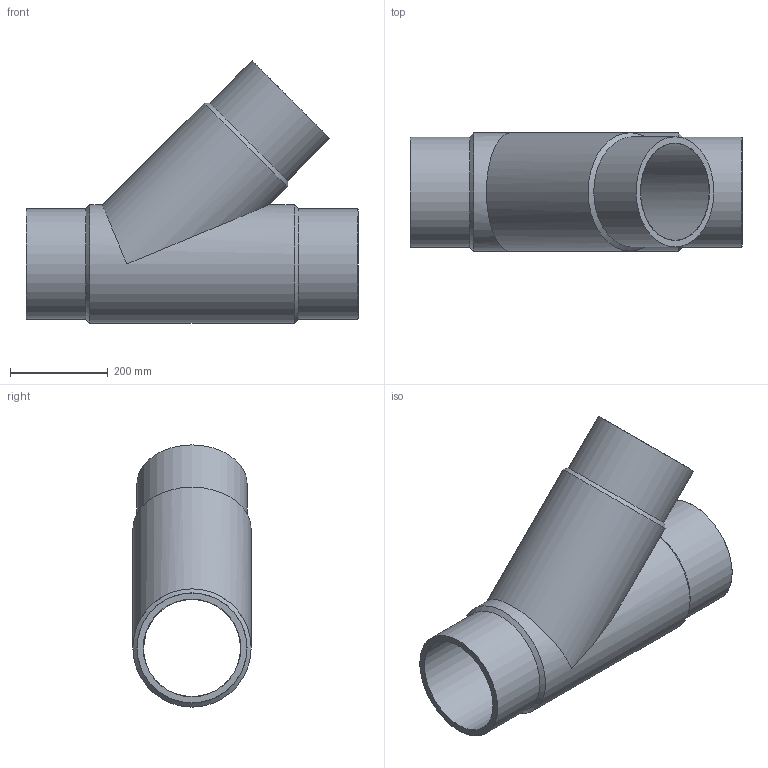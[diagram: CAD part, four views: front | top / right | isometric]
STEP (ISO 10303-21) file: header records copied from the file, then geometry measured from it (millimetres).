
FILE_DESCRIPTION(/* description */ ('STEP AP203'),/* implementation_level */ '2;1');
FILE_NAME(/* name */ '11036022517(architecture400)',/* time_stamp */ '2022-06-30T14:12:22+02:00',/* author */ ('License CC BY-ND 4.0'),/* organization */ ('CADENAS'),/* preprocessor_version */ 'ST-DEVELOPER v18.102',/* originating_system */ 'PARTsolutions',/* authorisation */ ' ');
FILE_SCHEMA (('CONFIG_CONTROL_DESIGN'));
Length unit declared in the file: millimetre
Products named in the file (1): 11036022517(architecture400)
Bounding box: 678 x 241.42 x 535.43 mm (x, y, z)
Volume: 11951014.4 mm3; surface area: 1329047.5 mm2
Topology: 1 solids, 1 shells, 18 faces, 38 edges, 23 vertices
Faces by surface type: cylinder 7, torus 5, plane 3, cone 3
Full cylindrical faces by diameter (mm): 198.2 x2, 225 x3, 241.416 x2
Entity records: 432 total; most frequent: DIRECTION 80, CARTESIAN_POINT 61, ORIENTED_EDGE 42, AXIS2_PLACEMENT_3D 40, EDGE_LOOP 38, FACE_BOUND 38, EDGE_CURVE 21, VERTEX_POINT 21
